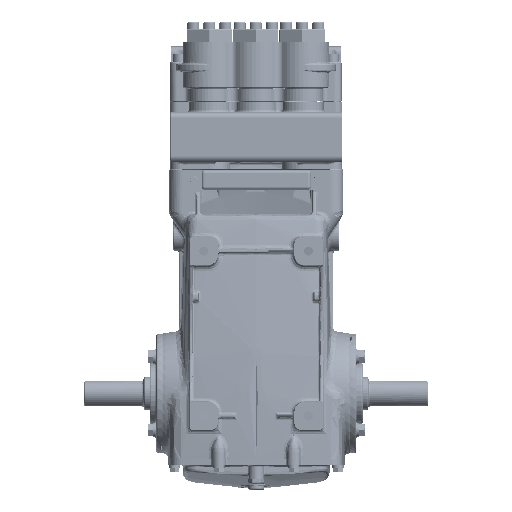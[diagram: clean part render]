
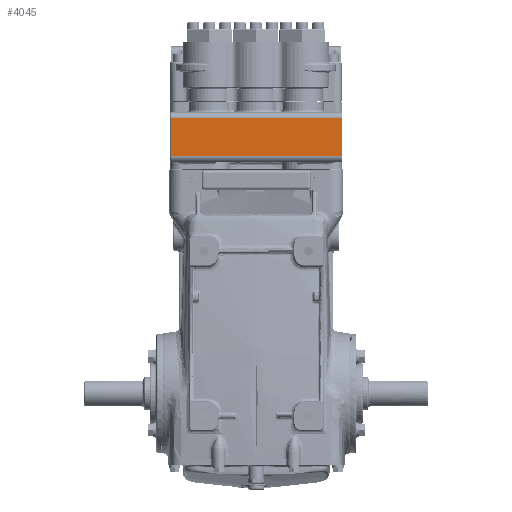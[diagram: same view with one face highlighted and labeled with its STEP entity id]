
A CAD part, front view. The second image highlights one B-rep face of the part: STEP entity #4045.
In plain terms, the highlighted planar face has unit normal (0, -1, 0).
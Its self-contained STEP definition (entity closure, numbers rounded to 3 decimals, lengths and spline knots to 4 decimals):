
#4045 = ADVANCED_FACE ( 'NONE', ( #126407 ), #9375, .T. ) ;
#9375 = PLANE ( 'NONE',  #129663 ) ;
#9800 = EDGE_CURVE ( 'NONE', #151446, #18106, #18972, .T. ) ;
#18106 = VERTEX_POINT ( 'NONE', #37830 ) ;
#18972 = LINE ( 'NONE', #110425, #19433 ) ;
#19433 = VECTOR ( 'NONE', #162417, 39.3701 ) ;
#30862 = DIRECTION ( 'NONE',  ( 0., 0., 1. ) ) ;
#37795 = CARTESIAN_POINT ( 'NONE',  ( -4.5, -4.4664, 12.4616 ) ) ;
#37830 = CARTESIAN_POINT ( 'NONE',  ( 4.5, -4.4664, 12.4616 ) ) ;
#49009 = CARTESIAN_POINT ( 'NONE',  ( -4.5, -4.4664, 14.7844 ) ) ;
#49825 = ORIENTED_EDGE ( 'NONE', *, *, #9800, .T. ) ;
#49984 = CARTESIAN_POINT ( 'NONE',  ( -4.515, -4.4664, 14.4695 ) ) ;
#61444 = CARTESIAN_POINT ( 'NONE',  ( 4.515, -4.4664, 14.7844 ) ) ;
#66528 = EDGE_CURVE ( 'NONE', #121812, #151446, #165985, .T. ) ;
#86457 = EDGE_CURVE ( 'NONE', #147932, #121812, #166961, .T. ) ;
#90578 = VECTOR ( 'NONE', #30862, 39.3701 ) ;
#95787 = LINE ( 'NONE', #147855, #90578 ) ;
#101161 = DIRECTION ( 'NONE',  ( 0., 0., -1. ) ) ;
#102107 = DIRECTION ( 'NONE',  ( -1., 0., 0. ) ) ;
#102832 = ORIENTED_EDGE ( 'NONE', *, *, #66528, .T. ) ;
#110425 = CARTESIAN_POINT ( 'NONE',  ( 4.515, -4.4664, 12.4616 ) ) ;
#113594 = DIRECTION ( 'NONE',  ( 0., -1., 0. ) ) ;
#118035 = CARTESIAN_POINT ( 'NONE',  ( 4.5, -4.4664, 14.4695 ) ) ;
#121812 = VERTEX_POINT ( 'NONE', #139305 ) ;
#126407 = FACE_OUTER_BOUND ( 'NONE', #127490, .T. ) ;
#127490 = EDGE_LOOP ( 'NONE', ( #49825, #159900, #157953, #102832 ) ) ;
#129663 = AXIS2_PLACEMENT_3D ( 'NONE', #61444, #113594, #165619 ) ;
#139305 = CARTESIAN_POINT ( 'NONE',  ( -4.5, -4.4664, 14.4695 ) ) ;
#143495 = EDGE_CURVE ( 'NONE', #18106, #147932, #95787, .T. ) ;
#144531 = VECTOR ( 'NONE', #102107, 39.3701 ) ;
#147855 = CARTESIAN_POINT ( 'NONE',  ( 4.5, -4.4664, 14.7844 ) ) ;
#147932 = VERTEX_POINT ( 'NONE', #118035 ) ;
#151446 = VERTEX_POINT ( 'NONE', #37795 ) ;
#157953 = ORIENTED_EDGE ( 'NONE', *, *, #86457, .T. ) ;
#159900 = ORIENTED_EDGE ( 'NONE', *, *, #143495, .T. ) ;
#162417 = DIRECTION ( 'NONE',  ( 1., 0., 0. ) ) ;
#163756 = VECTOR ( 'NONE', #101161, 39.3701 ) ;
#165619 = DIRECTION ( 'NONE',  ( 0., 0., -1. ) ) ;
#165985 = LINE ( 'NONE', #49009, #163756 ) ;
#166961 = LINE ( 'NONE', #49984, #144531 ) ;
